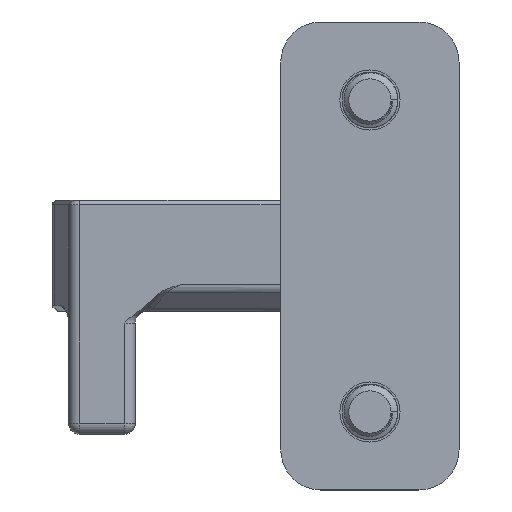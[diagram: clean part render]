
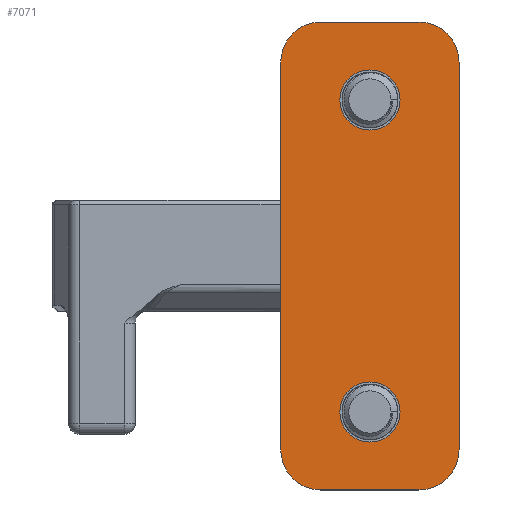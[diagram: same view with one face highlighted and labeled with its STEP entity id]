
A CAD part, left-side view. The second image highlights one B-rep face of the part: STEP entity #7071.
In plain terms, the highlighted planar face has unit normal (-1, 0, 0).
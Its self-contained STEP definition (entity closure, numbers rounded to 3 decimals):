
#283=PLANE('',#7709);
#305=FACE_BOUND('',#1663,.T.);
#306=FACE_BOUND('',#1664,.T.);
#796=CIRCLE('',#7693,2.7);
#797=CIRCLE('',#7695,2.7);
#798=CIRCLE('',#7698,3.6);
#799=CIRCLE('',#7701,3.6);
#800=CIRCLE('',#7704,3.6);
#801=CIRCLE('',#7707,3.6);
#1221=FACE_OUTER_BOUND('',#1662,.T.);
#1662=EDGE_LOOP('',(#6484,#6485,#6486,#6487,#6488,#6489,#6490,#6491));
#1663=EDGE_LOOP('',(#6492));
#1664=EDGE_LOOP('',(#6493));
#2227=LINE('',#22238,#2727);
#2231=LINE('',#22247,#2731);
#2234=LINE('',#22255,#2734);
#2237=LINE('',#22263,#2737);
#2727=VECTOR('',#9375,10.);
#2731=VECTOR('',#9385,10.);
#2734=VECTOR('',#9394,10.);
#2737=VECTOR('',#9403,10.);
#3364=VERTEX_POINT('',#22228);
#3365=VERTEX_POINT('',#22232);
#3366=VERTEX_POINT('',#22236);
#3367=VERTEX_POINT('',#22237);
#3368=VERTEX_POINT('',#22242);
#3369=VERTEX_POINT('',#22246);
#3370=VERTEX_POINT('',#22250);
#3371=VERTEX_POINT('',#22254);
#3372=VERTEX_POINT('',#22258);
#3373=VERTEX_POINT('',#22262);
#4395=EDGE_CURVE('',#3364,#3364,#796,.T.);
#4397=EDGE_CURVE('',#3365,#3365,#797,.T.);
#4398=EDGE_CURVE('',#3366,#3367,#2227,.T.);
#4401=EDGE_CURVE('',#3368,#3366,#798,.T.);
#4403=EDGE_CURVE('',#3369,#3368,#2231,.T.);
#4405=EDGE_CURVE('',#3370,#3369,#799,.T.);
#4407=EDGE_CURVE('',#3371,#3370,#2234,.T.);
#4409=EDGE_CURVE('',#3372,#3371,#800,.T.);
#4411=EDGE_CURVE('',#3373,#3372,#2237,.T.);
#4413=EDGE_CURVE('',#3367,#3373,#801,.T.);
#6484=ORIENTED_EDGE('',*,*,#4413,.F.);
#6485=ORIENTED_EDGE('',*,*,#4398,.F.);
#6486=ORIENTED_EDGE('',*,*,#4401,.F.);
#6487=ORIENTED_EDGE('',*,*,#4403,.F.);
#6488=ORIENTED_EDGE('',*,*,#4405,.F.);
#6489=ORIENTED_EDGE('',*,*,#4407,.F.);
#6490=ORIENTED_EDGE('',*,*,#4409,.F.);
#6491=ORIENTED_EDGE('',*,*,#4411,.F.);
#6492=ORIENTED_EDGE('',*,*,#4397,.F.);
#6493=ORIENTED_EDGE('',*,*,#4395,.F.);
#7071=ADVANCED_FACE('',(#1221,#305,#306),#283,.F.);
#7693=AXIS2_PLACEMENT_3D('',#22230,#9366,#9367);
#7695=AXIS2_PLACEMENT_3D('',#22234,#9371,#9372);
#7698=AXIS2_PLACEMENT_3D('',#22243,#9380,#9381);
#7701=AXIS2_PLACEMENT_3D('',#22251,#9389,#9390);
#7704=AXIS2_PLACEMENT_3D('',#22259,#9398,#9399);
#7707=AXIS2_PLACEMENT_3D('',#22266,#9407,#9408);
#7709=AXIS2_PLACEMENT_3D('',#22268,#9411,#9412);
#9366=DIRECTION('center_axis',(-1.,0.,
0.));
#9367=DIRECTION('ref_axis',(0.,1.,0.));
#9371=DIRECTION('center_axis',(-1.,0.,
0.));
#9372=DIRECTION('ref_axis',(0.,1.,0.));
#9375=DIRECTION('',(0.,0.,-1.));
#9380=DIRECTION('center_axis',(1.,0.,0.));
#9381=DIRECTION('ref_axis',(0.,0.,1.));
#9385=DIRECTION('',(0.,-1.,0.));
#9389=DIRECTION('center_axis',(1.,0.,0.));
#9390=DIRECTION('ref_axis',(0.,1.,0.));
#9394=DIRECTION('',(0.,0.,1.));
#9398=DIRECTION('center_axis',(1.,0.,
0.));
#9399=DIRECTION('ref_axis',(0.,0.,
-1.));
#9403=DIRECTION('',(0.,1.,0.));
#9407=DIRECTION('center_axis',(1.,0.,
0.));
#9408=DIRECTION('ref_axis',(0.,-1.,0.));
#9411=DIRECTION('center_axis',(1.,0.,0.));
#9412=DIRECTION('ref_axis',(0.,1.,0.));
#22228=CARTESIAN_POINT('',(-28.4,-20.75,19.001));
#22230=CARTESIAN_POINT('Origin',(-28.4,-18.05,19.001));
#22232=CARTESIAN_POINT('',(-28.401,-20.75,-8.999));
#22234=CARTESIAN_POINT('Origin',(-28.401,-18.05,-8.999));
#22236=CARTESIAN_POINT('',(-28.4,-26.05,22.401));
#22237=CARTESIAN_POINT('',(-28.402,-26.05,-12.399));
#22238=CARTESIAN_POINT('',(-28.4,-26.05,22.401));
#22242=CARTESIAN_POINT('',(-28.4,-22.45,26.001));
#22243=CARTESIAN_POINT('Origin',(-28.4,-22.45,22.401));
#22246=CARTESIAN_POINT('',(-28.4,-13.65,26.001));
#22247=CARTESIAN_POINT('',(-28.4,-13.65,26.001));
#22250=CARTESIAN_POINT('',(-28.4,-10.05,22.401));
#22251=CARTESIAN_POINT('Origin',(-28.4,-13.65,22.401));
#22254=CARTESIAN_POINT('',(-28.402,-10.05,-12.399));
#22255=CARTESIAN_POINT('',(-28.402,-10.05,-12.399));
#22258=CARTESIAN_POINT('',(-28.402,-13.65,-15.999));
#22259=CARTESIAN_POINT('Origin',(-28.402,-13.65,-12.399));
#22262=CARTESIAN_POINT('',(-28.402,-22.45,-15.999));
#22263=CARTESIAN_POINT('',(-28.402,-22.45,-15.999));
#22266=CARTESIAN_POINT('Origin',(-28.402,-22.45,-12.399));
#22268=CARTESIAN_POINT('Origin',(-28.401,-18.05,5.001));
